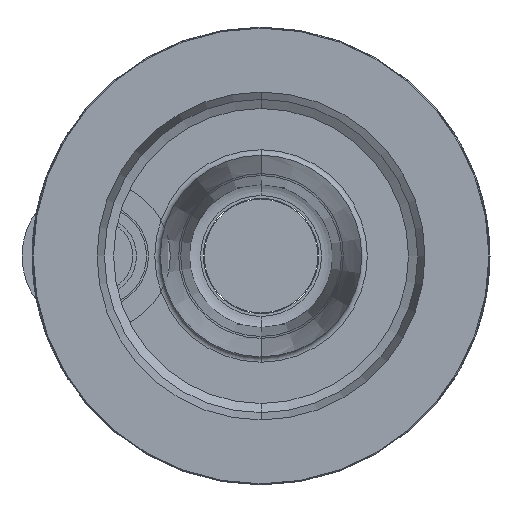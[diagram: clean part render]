
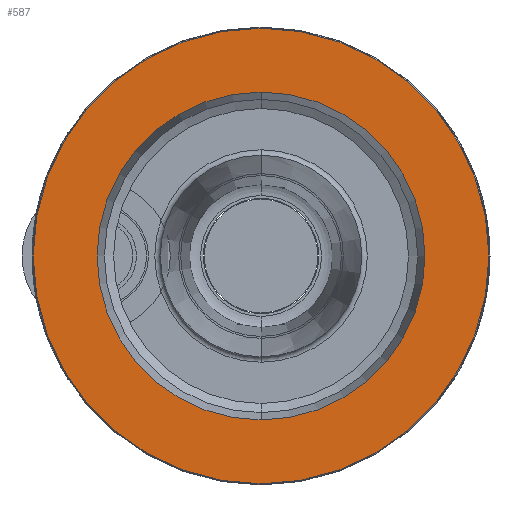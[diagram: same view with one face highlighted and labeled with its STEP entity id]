
A CAD part, left-side view. The second image highlights one B-rep face of the part: STEP entity #587.
In plain terms, the highlighted planar face has unit normal (-1, 0, 0).
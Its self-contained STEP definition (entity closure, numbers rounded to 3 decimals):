
#47 = AXIS2_PLACEMENT_3D ( 'NONE', #877, #3277, #3022 ) ;
#125 = CIRCLE ( 'NONE', #47, 8.95 ) ;
#277 = CARTESIAN_POINT ( 'NONE',  ( -21.1, 0., 0. ) ) ;
#286 = ORIENTED_EDGE ( 'NONE', *, *, #1746, .T. ) ;
#398 = CARTESIAN_POINT ( 'NONE',  ( -21.1, 0., -8.95 ) ) ;
#408 = ORIENTED_EDGE ( 'NONE', *, *, #2669, .T. ) ;
#447 = DIRECTION ( 'NONE',  ( -1., 0., 0. ) ) ;
#587 = ADVANCED_FACE ( 'NONE', ( #1825, #1932 ), #2584, .T. ) ;
#654 = CARTESIAN_POINT ( 'NONE',  ( -21.1, 0., 8.95 ) ) ;
#668 = DIRECTION ( 'NONE',  ( 0., 0., 1. ) ) ;
#687 = AXIS2_PLACEMENT_3D ( 'NONE', #277, #447, #2306 ) ;
#877 = CARTESIAN_POINT ( 'NONE',  ( -21.1, 0., 0. ) ) ;
#987 = CIRCLE ( 'NONE', #2244, 12.44 ) ;
#999 = EDGE_CURVE ( 'NONE', #2361, #3127, #1341, .T. ) ;
#1172 = DIRECTION ( 'NONE',  ( -1., 0., 0. ) ) ;
#1293 = VERTEX_POINT ( 'NONE', #398 ) ;
#1341 = CIRCLE ( 'NONE', #3043, 12.44 ) ;
#1382 = DIRECTION ( 'NONE',  ( -1., 0., 0. ) ) ;
#1401 = CARTESIAN_POINT ( 'NONE',  ( -21.1, 0., 0. ) ) ;
#1669 = CARTESIAN_POINT ( 'NONE',  ( -21.1, 0., -12.44 ) ) ;
#1698 = DIRECTION ( 'NONE',  ( 0., 0., -1. ) ) ;
#1746 = EDGE_CURVE ( 'NONE', #1293, #2461, #2330, .T. ) ;
#1820 = EDGE_CURVE ( 'NONE', #2461, #1293, #125, .T. ) ;
#1825 = FACE_OUTER_BOUND ( 'NONE', #2117, .T. ) ;
#1932 = FACE_BOUND ( 'NONE', #3182, .T. ) ;
#1981 = ORIENTED_EDGE ( 'NONE', *, *, #999, .T. ) ;
#2081 = AXIS2_PLACEMENT_3D ( 'NONE', #2275, #2606, #1698 ) ;
#2117 = EDGE_LOOP ( 'NONE', ( #1981, #408 ) ) ;
#2238 = CARTESIAN_POINT ( 'NONE',  ( -21.1, 0., 12.44 ) ) ;
#2244 = AXIS2_PLACEMENT_3D ( 'NONE', #3061, #1172, #2589 ) ;
#2275 = CARTESIAN_POINT ( 'NONE',  ( -21.1, 0., 0. ) ) ;
#2306 = DIRECTION ( 'NONE',  ( 0., 0., 1. ) ) ;
#2330 = CIRCLE ( 'NONE', #2081, 8.95 ) ;
#2361 = VERTEX_POINT ( 'NONE', #1669 ) ;
#2461 = VERTEX_POINT ( 'NONE', #654 ) ;
#2584 = PLANE ( 'NONE',  #687 ) ;
#2589 = DIRECTION ( 'NONE',  ( 0., 0., 1. ) ) ;
#2606 = DIRECTION ( 'NONE',  ( 1., 0., 0. ) ) ;
#2669 = EDGE_CURVE ( 'NONE', #3127, #2361, #987, .T. ) ;
#2972 = ORIENTED_EDGE ( 'NONE', *, *, #1820, .T. ) ;
#3022 = DIRECTION ( 'NONE',  ( 0., 0., -1. ) ) ;
#3043 = AXIS2_PLACEMENT_3D ( 'NONE', #1401, #1382, #668 ) ;
#3061 = CARTESIAN_POINT ( 'NONE',  ( -21.1, 0., 0. ) ) ;
#3127 = VERTEX_POINT ( 'NONE', #2238 ) ;
#3182 = EDGE_LOOP ( 'NONE', ( #2972, #286 ) ) ;
#3277 = DIRECTION ( 'NONE',  ( 1., 0., 0. ) ) ;
